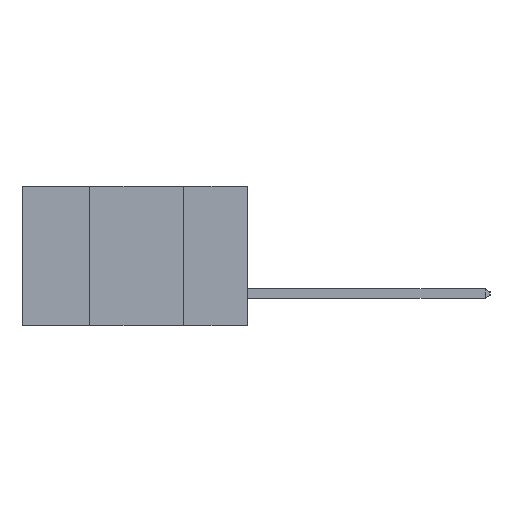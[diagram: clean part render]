
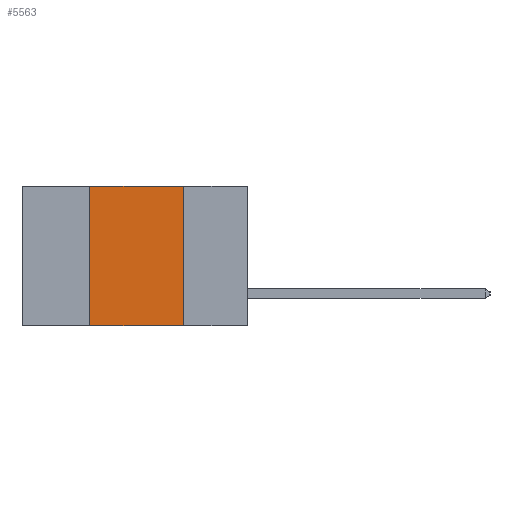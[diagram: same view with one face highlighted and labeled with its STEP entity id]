
A CAD part, left-side view. The second image highlights one B-rep face of the part: STEP entity #5563.
In plain terms, the highlighted planar face has unit normal (-1, 0, 0).
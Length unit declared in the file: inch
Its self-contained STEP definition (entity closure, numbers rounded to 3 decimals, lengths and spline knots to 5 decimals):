
#1766 = DIRECTION ( 'NONE',  ( 0., 0., -1. ) ) ;
#1796 = VECTOR ( 'NONE', #10546, 39.37008 ) ;
#1947 = CARTESIAN_POINT ( 'NONE',  ( 0., 0.17, -0.37 ) ) ;
#2377 = EDGE_LOOP ( 'NONE', ( #13223, #3727, #14427, #12086 ) ) ;
#2658 = DIRECTION ( 'NONE',  ( 0., -1., 0. ) ) ;
#2754 = CARTESIAN_POINT ( 'NONE',  ( 0., 0.6, -0.37 ) ) ;
#3444 = AXIS2_PLACEMENT_3D ( 'NONE', #10498, #10166, #9880 ) ;
#3727 = ORIENTED_EDGE ( 'NONE', *, *, #8070, .F. ) ;
#3980 = VERTEX_POINT ( 'NONE', #13632 ) ;
#4269 = VERTEX_POINT ( 'NONE', #8220 ) ;
#4302 = VERTEX_POINT ( 'NONE', #7774 ) ;
#5300 = VECTOR ( 'NONE', #1766, 39.37008 ) ;
#5563 = ADVANCED_FACE ( 'NONE', ( #9070 ), #10810, .F. ) ;
#7284 = EDGE_CURVE ( 'NONE', #3980, #4302, #11963, .T. ) ;
#7774 = CARTESIAN_POINT ( 'NONE',  ( 0., 0.17, -0.37 ) ) ;
#8070 = EDGE_CURVE ( 'NONE', #14544, #3980, #9909, .T. ) ;
#8214 = LINE ( 'NONE', #10582, #1796 ) ;
#8220 = CARTESIAN_POINT ( 'NONE',  ( 0., 0.42, -0.37 ) ) ;
#8350 = CARTESIAN_POINT ( 'NONE',  ( 0., 0.6, 0. ) ) ;
#8478 = DIRECTION ( 'NONE',  ( 0., -1., 0. ) ) ;
#8874 = EDGE_CURVE ( 'NONE', #4269, #14544, #8214, .T. ) ;
#9070 = FACE_OUTER_BOUND ( 'NONE', #2377, .T. ) ;
#9323 = LINE ( 'NONE', #2754, #14982 ) ;
#9666 = EDGE_CURVE ( 'NONE', #4269, #4302, #9323, .T. ) ;
#9880 = DIRECTION ( 'NONE',  ( 0., 0., -1. ) ) ;
#9909 = LINE ( 'NONE', #8350, #12943 ) ;
#10166 = DIRECTION ( 'NONE',  ( 1., 0., 0. ) ) ;
#10498 = CARTESIAN_POINT ( 'NONE',  ( 0., 0.6, 0. ) ) ;
#10546 = DIRECTION ( 'NONE',  ( 0., 0., 1. ) ) ;
#10582 = CARTESIAN_POINT ( 'NONE',  ( 0., 0.42, -0.37 ) ) ;
#10810 = PLANE ( 'NONE',  #3444 ) ;
#11963 = LINE ( 'NONE', #1947, #5300 ) ;
#12086 = ORIENTED_EDGE ( 'NONE', *, *, #9666, .T. ) ;
#12583 = CARTESIAN_POINT ( 'NONE',  ( 0., 0.42, 0. ) ) ;
#12943 = VECTOR ( 'NONE', #8478, 39.37008 ) ;
#13223 = ORIENTED_EDGE ( 'NONE', *, *, #7284, .F. ) ;
#13632 = CARTESIAN_POINT ( 'NONE',  ( 0., 0.17, 0. ) ) ;
#14427 = ORIENTED_EDGE ( 'NONE', *, *, #8874, .F. ) ;
#14544 = VERTEX_POINT ( 'NONE', #12583 ) ;
#14982 = VECTOR ( 'NONE', #2658, 39.37008 ) ;
